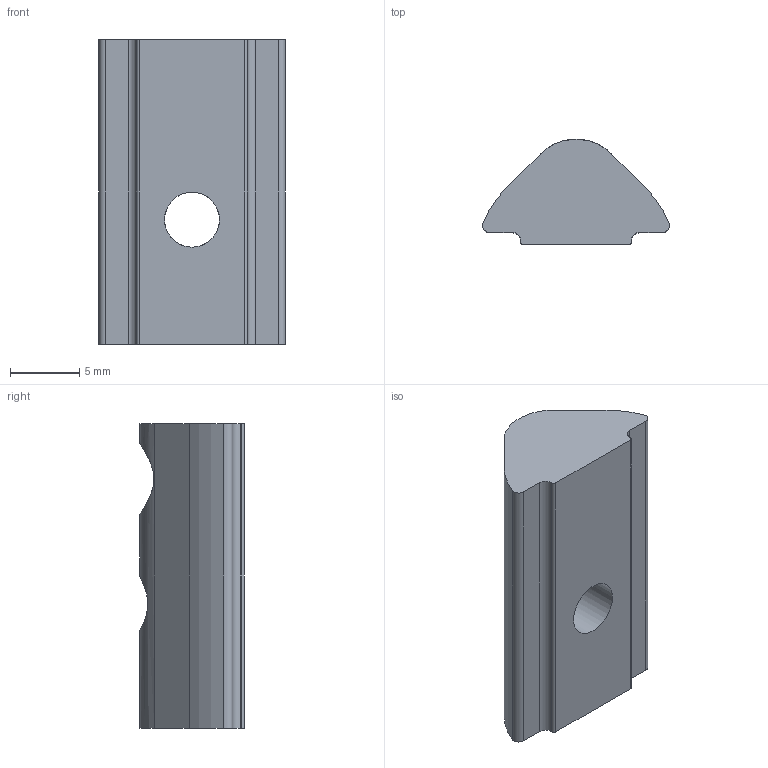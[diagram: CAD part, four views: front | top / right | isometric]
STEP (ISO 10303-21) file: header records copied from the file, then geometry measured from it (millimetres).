
FILE_DESCRIPTION(/* description */ ('Nutenstein 10-32UNF Kugel steckbar'),/* implementation_level */ '2;1');
FILE_NAME(/* name */ 'SV2890V_A.stp',/* time_stamp */ '2015-11-28T11:28:00+01:00',/* author */ ('marina kaa'),/* organization */ (''),/* preprocessor_version */ 'ST-DEVELOPER v15.6',/* originating_system */ 'Autodesk Inventor 2015',/* authorisation */ '');
FILE_SCHEMA (('AUTOMOTIVE_DESIGN { 1 0 10303 214 3 1 1 }'));
Length unit declared in the file: millimetre
Products named in the file (1): SV2890V_A
Bounding box: 13.47 x 7.57 x 22 mm (x, y, z)
Volume: 1285.4 mm3; surface area: 1053.9 mm2
Topology: 1 solids, 1 shells, 23 faces, 60 edges, 40 vertices
Faces by surface type: cylinder 12, plane 10, cone 1
Full cylindrical faces by diameter (mm): 3.962 x1, 4.5 x1, 5.1 x1
Entity records: 777 total; most frequent: CARTESIAN_POINT 186, DIRECTION 122, ORIENTED_EDGE 110, EDGE_CURVE 55, AXIS2_PLACEMENT_3D 46, VERTEX_POINT 39, LINE 30, VECTOR 30
